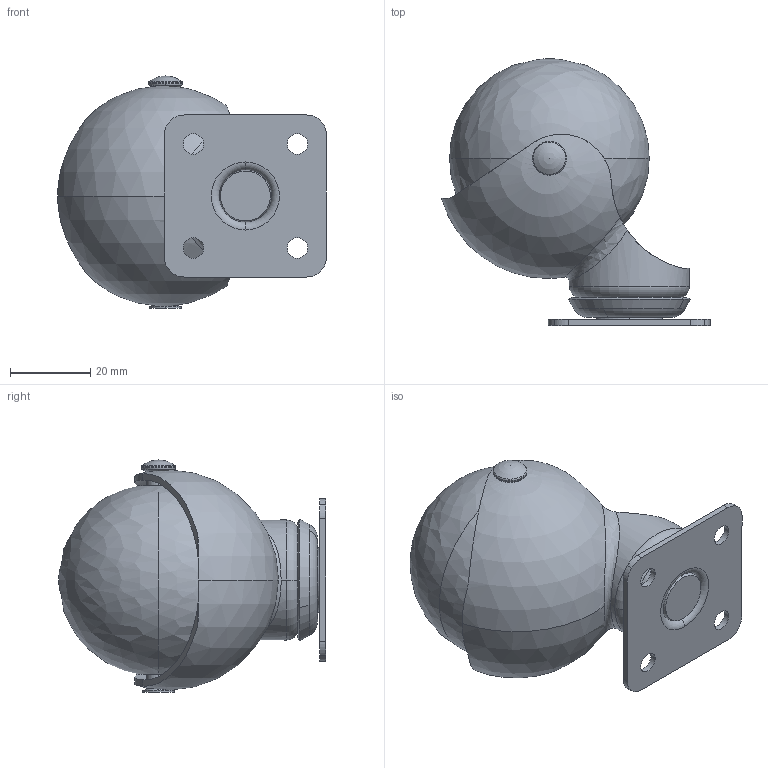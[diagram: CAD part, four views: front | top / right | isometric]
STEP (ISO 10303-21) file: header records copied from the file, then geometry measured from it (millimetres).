
FILE_DESCRIPTION (( 'STEP AP214' ), '1' );
FILE_NAME ('0010300_L-1321-50-3.step', '2018-10-16T14:26:19', ( '' ), ( '' ), 'SwSTEP 2.0', 'SolidWorks 2018', '' );
FILE_SCHEMA (( 'AUTOMOTIVE_DESIGN' ));
Length unit declared in the file: millimetre
Products named in the file (12): F8_1_8.stp; F8_5_32.stp; 09055.stp; 15902rivettato.stp; 05706.stp; 07089.stp; 07532-1.stp; 165050.stp; 07435.stp; 0010300_L-1321-50-3; 165F50.stp; F850.stp
Assembly tree (11 placements, depth 4):
  0010300_L-1321-50-3
    165050.stp
      165F50.stp
        07532-1.stp
        05706.stp
        07089.stp
        F8_1_8.stp
        F8_5_32.stp
        15902rivettato.stp
        F850.stp
      07435.stp
      09055.stp
Bounding box: 67.21 x 66.75 x 58 mm (x, y, z)
Volume: 75238.2 mm3; surface area: 26694.5 mm2
Topology: 9 solids, 9 shells, 152 faces, 387 edges, 247 vertices
Faces by surface type: cylinder 52, torus 46, plane 25, cone 16, sphere 9, bspline 4
Entity records: 6438 total; most frequent: CARTESIAN_POINT 2261, DIRECTION 892, ORIENTED_EDGE 728, AXIS2_PLACEMENT_3D 402, EDGE_CURVE 364, CIRCLE 238, VERTEX_POINT 235, EDGE_LOOP 179
